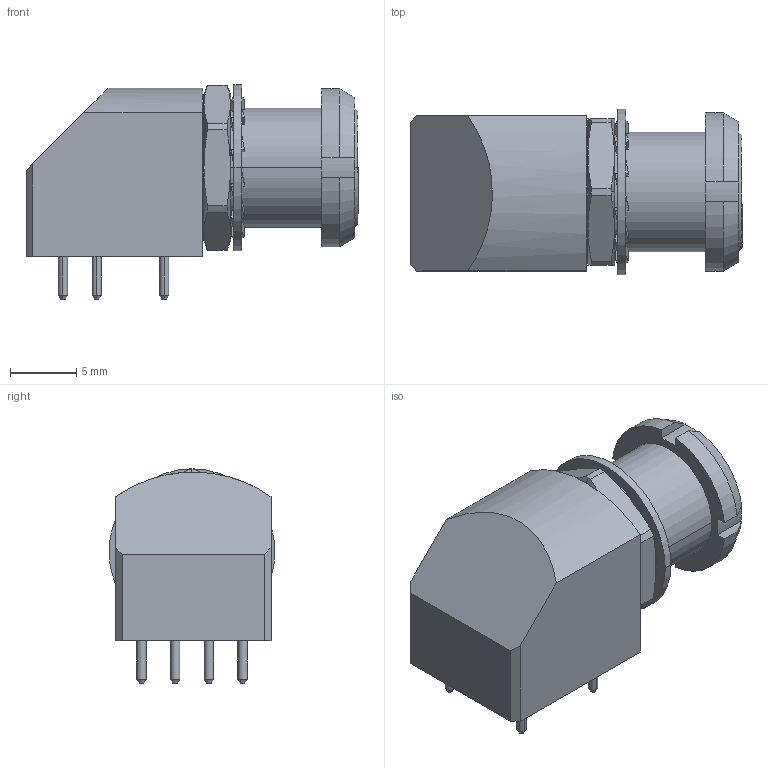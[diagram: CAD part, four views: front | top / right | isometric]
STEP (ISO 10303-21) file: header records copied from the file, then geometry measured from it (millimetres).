
FILE_DESCRIPTION(('FreeCAD Model'),'2;1');
FILE_NAME('Fusion.step','2017-03-02T17:49:01',( 'kicad StepUp'),('ksu MCAD'),'Open CASCADE STEP processor 6.8', 'FreeCAD','Unknown');
FILE_SCHEMA(('AUTOMOTIVE_DESIGN_CC2 { 1 2 10303 214 -1 1 5 4 }'));
Length unit declared in the file: millimetre
Products named in the file (2): ASSEMBLY; Fusion
Assembly tree (1 placements, depth 2):
  ASSEMBLY
    Fusion
Bounding box: 25 x 12.5 x 16.15 mm (x, y, z)
Volume: 2655.5 mm3; surface area: 1599 mm2
Topology: 2 solids, 2 shells, 214 faces, 537 edges, 338 vertices
Faces by surface type: cylinder 89, plane 59, cone 34, bspline 32
Entity records: 8608 total; most frequent: CARTESIAN_POINT 2245, ORIENTED_EDGE 1074, DIRECTION 929, EDGE_CURVE 537, AXIS2_PLACEMENT_3D 354, VERTEX_POINT 338, FACE_BOUND 227, EDGE_LOOP 227
